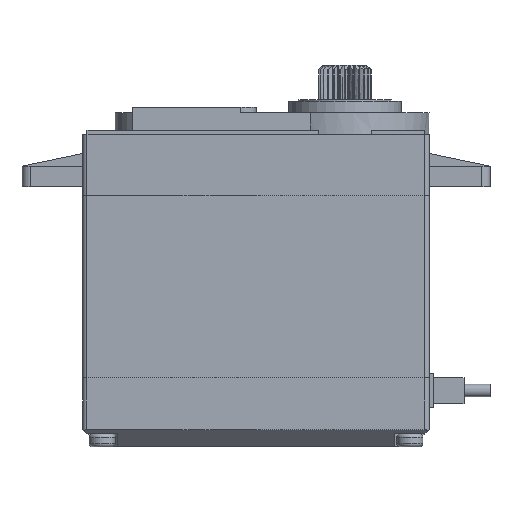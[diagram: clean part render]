
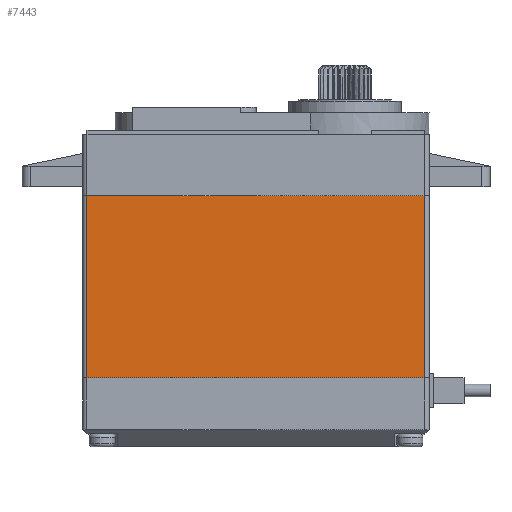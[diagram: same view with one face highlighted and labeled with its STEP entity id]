
A CAD part, front view. The second image highlights one B-rep face of the part: STEP entity #7443.
In plain terms, the highlighted planar face has unit normal (0, -1, 0).
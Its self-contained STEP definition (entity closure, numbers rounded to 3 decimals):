
#199=PLANE('',#8026);
#722=FACE_OUTER_BOUND('',#1152,.T.);
#1152=EDGE_LOOP('',(#6427,#6428,#6429,#6430));
#2074=LINE('',#26285,#2782);
#2079=LINE('',#26300,#2787);
#2080=LINE('',#26303,#2788);
#2081=LINE('',#26306,#2789);
#2782=VECTOR('',#9522,10.);
#2787=VECTOR('',#9539,10.);
#2788=VECTOR('',#9542,10.);
#2789=VECTOR('',#9547,10.);
#3538=VERTEX_POINT('',#26282);
#3539=VERTEX_POINT('',#26284);
#3543=VERTEX_POINT('',#26298);
#3544=VERTEX_POINT('',#26302);
#4531=EDGE_CURVE('',#3538,#3539,#2074,.T.);
#4539=EDGE_CURVE('',#3543,#3538,#2079,.T.);
#4540=EDGE_CURVE('',#3539,#3544,#2080,.T.);
#4542=EDGE_CURVE('',#3543,#3544,#2081,.T.);
#6427=ORIENTED_EDGE('',*,*,#4539,.F.);
#6428=ORIENTED_EDGE('',*,*,#4542,.T.);
#6429=ORIENTED_EDGE('',*,*,#4540,.F.);
#6430=ORIENTED_EDGE('',*,*,#4531,.F.);
#7443=ADVANCED_FACE('',(#722),#199,.T.);
#8026=AXIS2_PLACEMENT_3D('',#26305,#9545,#9546);
#9522=DIRECTION('',(-1.,0.,0.));
#9539=DIRECTION('',(0.,0.,-1.));
#9542=DIRECTION('',(0.,0.,1.));
#9545=DIRECTION('center_axis',(0.,-1.,0.));
#9546=DIRECTION('ref_axis',(-1.,0.,0.));
#9547=DIRECTION('',(-1.,0.,0.));
#26282=CARTESIAN_POINT('',(39.5,0.,-22.));
#26284=CARTESIAN_POINT('',(0.5,0.,-22.));
#26285=CARTESIAN_POINT('',(0.,0.,-22.));
#26298=CARTESIAN_POINT('',(39.5,0.,-1.));
#26300=CARTESIAN_POINT('',(39.5,0.,-1.));
#26302=CARTESIAN_POINT('',(0.5,0.,-1.));
#26303=CARTESIAN_POINT('',(0.5,0.,-1.));
#26305=CARTESIAN_POINT('Origin',(40.,0.,-1.));
#26306=CARTESIAN_POINT('',(0.,0.,-1.));
